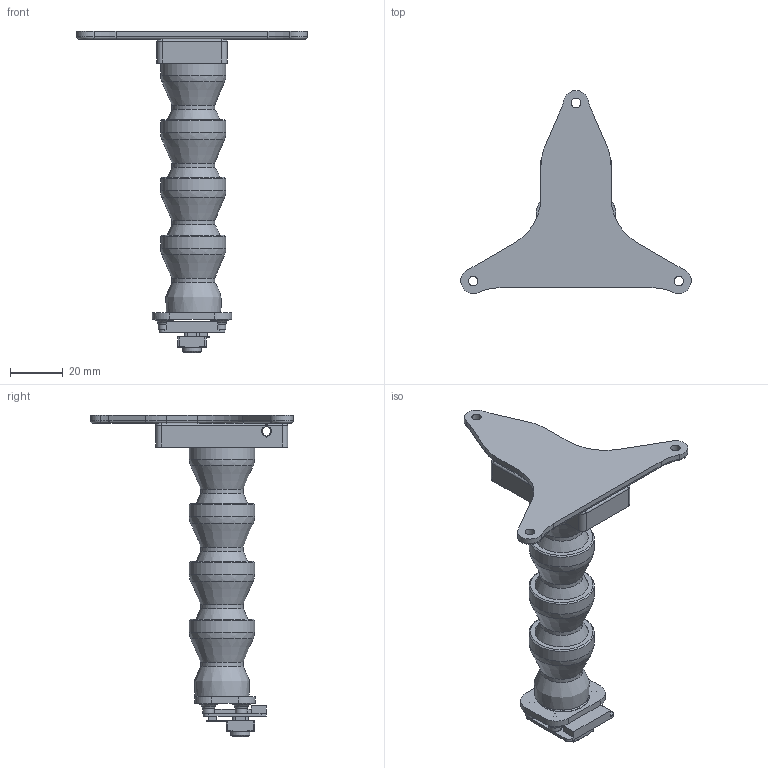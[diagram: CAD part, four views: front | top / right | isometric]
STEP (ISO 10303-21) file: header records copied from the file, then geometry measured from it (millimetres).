
FILE_DESCRIPTION(/* description */ (''),/* implementation_level */ '2;1');
FILE_NAME(/* name */ 'flexi tube version.step',/* time_stamp */ '2025-12-17T21:45:16-05:00',/* author */ (''),/* organization */ (''),/* preprocessor_version */ 'ST-DEVELOPER v20.1',/* originating_system */ 'Autodesk Translation Framework v14.21.0.0',/* authorisation */ '');
FILE_SCHEMA (('AUTOMOTIVE_DESIGN { 1 0 10303 214 3 1 1 }'));
Length unit declared in the file: millimetre
Products named in the file (5): fullCamSystem; ArmToCeiling; cameraAdapter; Pi Camera Module v3 Wide angle; 10095K12_Connector
Assembly tree (4 placements, depth 3):
  fullCamSystem
    ArmToCeiling
    cameraAdapter
      Pi Camera Module v3 Wide angle
    10095K12_Connector
Bounding box: 87.34 x 76.88 x 121.72 mm (x, y, z)
Volume: 36780 mm3; surface area: 31576.8 mm2
Topology: 8 solids, 8 shells, 844 faces, 2149 edges, 1369 vertices
Faces by surface type: plane 352, bspline 265, cylinder 157, cone 34, torus 27, sphere 9
Full cylindrical faces by diameter (mm): 2.2 x8, 3.5 x1, 3.6 x3, 4.5 x4, 7.15 x1, 7.5 x1, 7.8 x1, 12.7 x4, 16.154 x4, 17 x1, 19.9 x1, 24.765 x4
Entity records: 37210 total; most frequent: CARTESIAN_POINT 17959, ORIENTED_EDGE 4284, DIRECTION 3358, EDGE_CURVE 2142, VERTEX_POINT 1369, LINE 1206, VECTOR 1206, AXIS2_PLACEMENT_3D 1076
